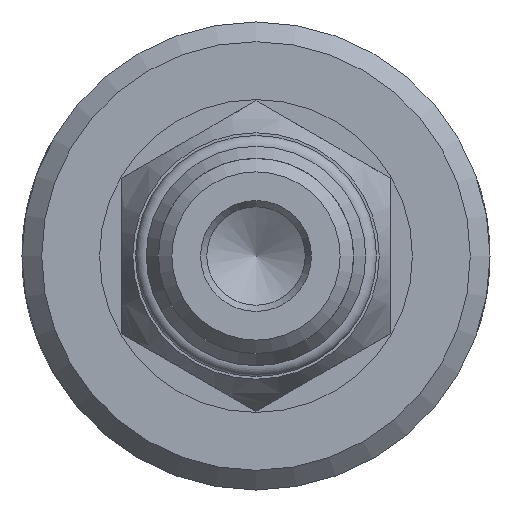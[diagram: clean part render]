
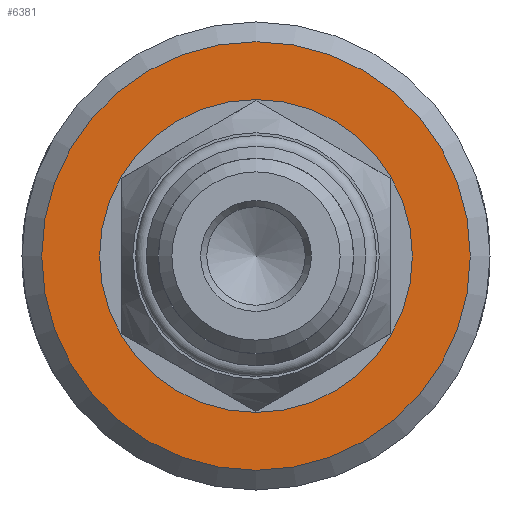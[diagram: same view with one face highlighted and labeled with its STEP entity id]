
A CAD part, left-side view. The second image highlights one B-rep face of the part: STEP entity #6381.
In plain terms, the highlighted planar face has unit normal (-1, 0, 0).
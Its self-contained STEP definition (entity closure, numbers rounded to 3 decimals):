
#221=FACE_BOUND('',#2040,.T.);
#294=PLANE('',#6850);
#1658=FACE_OUTER_BOUND('',#2039,.T.);
#2039=EDGE_LOOP('',(#4476));
#2040=EDGE_LOOP('',(#4477,#4478));
#2467=CIRCLE('',#6827,12.7);
#2468=CIRCLE('',#6828,12.7);
#2480=CIRCLE('',#6849,17.4);
#2649=VERTEX_POINT('',#8388);
#2650=VERTEX_POINT('',#8390);
#2667=VERTEX_POINT('',#8591);
#3348=EDGE_CURVE('',#2650,#2649,#2467,.T.);
#3349=EDGE_CURVE('',#2649,#2650,#2468,.T.);
#3371=EDGE_CURVE('',#2667,#2667,#2480,.T.);
#4476=ORIENTED_EDGE('',*,*,#3371,.F.);
#4477=ORIENTED_EDGE('',*,*,#3348,.T.);
#4478=ORIENTED_EDGE('',*,*,#3349,.T.);
#6381=ADVANCED_FACE('',(#1658,#221),#294,.T.);
#6827=AXIS2_PLACEMENT_3D('',#8391,#7286,#7287);
#6828=AXIS2_PLACEMENT_3D('',#8392,#7288,#7289);
#6849=AXIS2_PLACEMENT_3D('',#8593,#7336,#7337);
#6850=AXIS2_PLACEMENT_3D('',#8594,#7338,#7339);
#7286=DIRECTION('center_axis',(1.,0.,0.));
#7287=DIRECTION('ref_axis',(0.,1.,0.));
#7288=DIRECTION('center_axis',(1.,0.,0.));
#7289=DIRECTION('ref_axis',(0.,1.,0.));
#7336=DIRECTION('center_axis',(1.,0.,0.));
#7337=DIRECTION('ref_axis',(0.,-1.,0.));
#7338=DIRECTION('center_axis',(-1.,0.,0.));
#7339=DIRECTION('ref_axis',(0.,0.,1.));
#8388=CARTESIAN_POINT('',(0.,-12.7,0.));
#8390=CARTESIAN_POINT('',(0.,12.7,0.));
#8391=CARTESIAN_POINT('Origin',(0.,0.,0.));
#8392=CARTESIAN_POINT('Origin',(0.,0.,0.));
#8591=CARTESIAN_POINT('',(0.,17.4,0.));
#8593=CARTESIAN_POINT('Origin',(0.,0.,0.));
#8594=CARTESIAN_POINT('Origin',(0.,12.996,0.));
